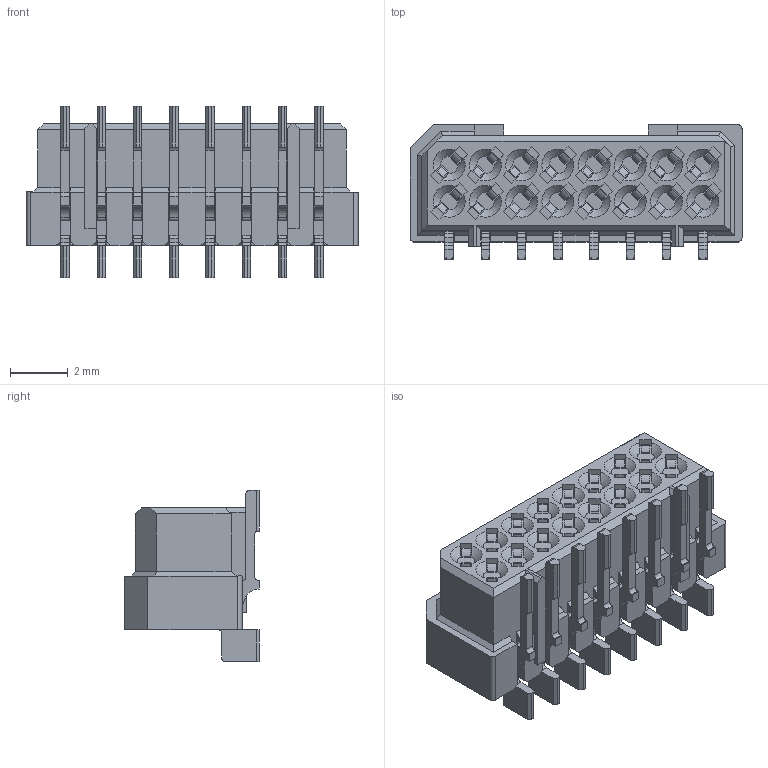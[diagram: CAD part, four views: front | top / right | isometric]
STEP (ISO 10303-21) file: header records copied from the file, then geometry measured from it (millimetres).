
FILE_DESCRIPTION( ('This file contains a STEP AP42 implementation' ,'as created by ZW3D STEP Interface translator.') ,'2;1' );
FILE_NAME( '3651-S016-042G0R02.stp' ,'241031.172716', (''), ('ZWCAD Software Co.'), 'Version 1.0', 'ZW3D to STEP translator', '' );
FILE_SCHEMA(('AUTOMOTIVE_DESIGN { 1 0 10303 214 1 1 1 1 }'));
Length unit declared in the file: millimetre
Products named in the file (2): 0; 3651-S016-042G0R02
Bounding box: 11.45 x 4.65 x 5.9 mm (x, y, z)
Volume: 165.1 mm3; surface area: 322.6 mm2
Topology: 1 solids, 1 shells, 874 faces, 2433 edges, 1617 vertices
Faces by surface type: plane 695, cylinder 147, cone 32
Entity records: 28917 total; most frequent: CARTESIAN_POINT 5309, ORIENTED_EDGE 4866, DIRECTION 4493, EDGE_CURVE 2433, VECTOR 1995, LINE 1995, VERTEX_POINT 1617, AXIS2_PLACEMENT_3D 1249
